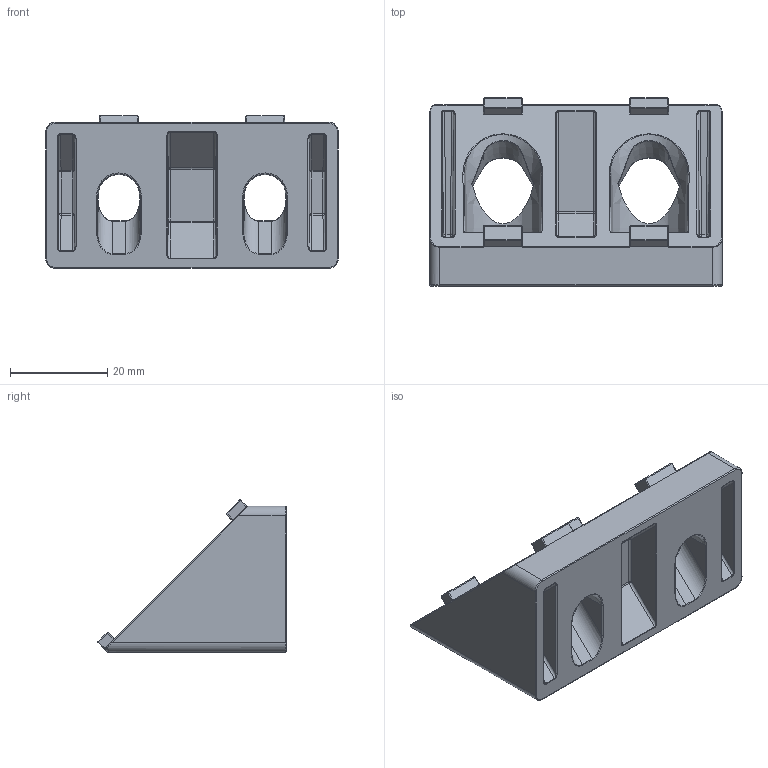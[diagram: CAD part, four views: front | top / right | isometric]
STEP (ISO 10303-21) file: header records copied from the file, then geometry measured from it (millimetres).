
FILE_DESCRIPTION(/* description */ (''),/* implementation_level */ '2;1');
FILE_NAME(/* name */ '306045.stp',/* time_stamp */ '2021-10-28T08:25:11+02:00',/* author */ ('Špaček'),/* organization */ ('Alutec K&K'),/* preprocessor_version */ 'ST-DEVELOPER v18.1',/* originating_system */ 'Autodesk Inventor 2021',/* authorisation */ '');
FILE_SCHEMA (('AUTOMOTIVE_DESIGN { 1 0 10303 214 3 1 1 }'));
Length unit declared in the file: millimetre
Products named in the file (1): 306045
Bounding box: 60 x 38.62 x 31.33 mm (x, y, z)
Volume: 22901.1 mm3; surface area: 12862.3 mm2
Topology: 1 solids, 1 shells, 377 faces, 869 edges, 480 vertices
Faces by surface type: cylinder 162, plane 75, bspline 70, sphere 36, torus 26, cone 8
Entity records: 16175 total; most frequent: CARTESIAN_POINT 8116, ORIENTED_EDGE 1698, DIRECTION 1681, EDGE_CURVE 849, AXIS2_PLACEMENT_3D 662, VERTEX_POINT 480, EDGE_LOOP 391, FACE_OUTER_BOUND 377
